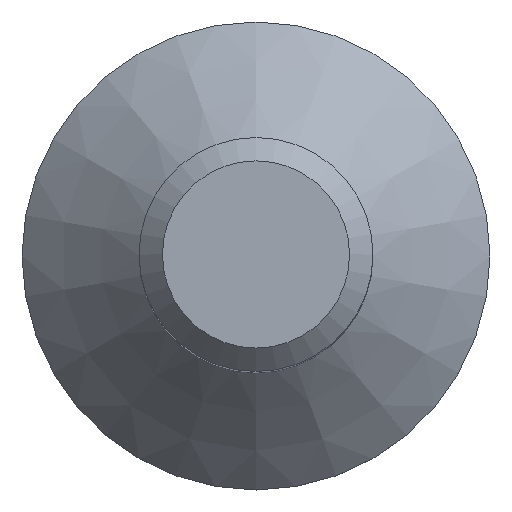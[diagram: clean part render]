
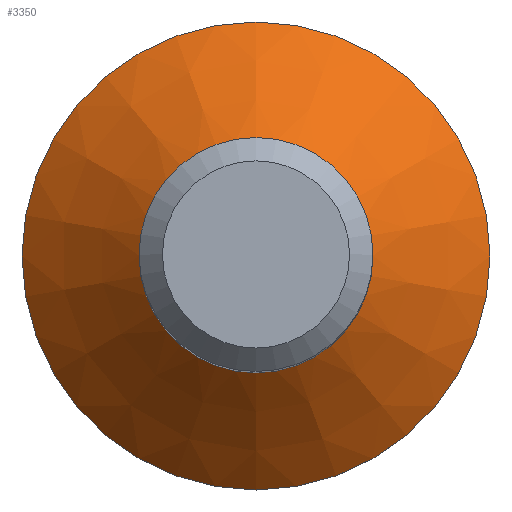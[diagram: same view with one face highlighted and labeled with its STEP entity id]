
A CAD part, top view. The second image highlights one B-rep face of the part: STEP entity #3350.
In plain terms, the highlighted conical face has half-angle 45 degrees and reference radius 8 mm.
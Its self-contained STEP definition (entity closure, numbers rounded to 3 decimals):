
#335 = CONICAL_SURFACE ( 'NONE', #7996, 8., 0.785 ) ;
#581 = ORIENTED_EDGE ( 'NONE', *, *, #2069, .F. ) ;
#2069 = EDGE_CURVE ( 'NONE', #14041, #14041, #7467, .T. ) ;
#2484 = FACE_BOUND ( 'NONE', #10373, .T. ) ;
#2999 = EDGE_CURVE ( 'NONE', #14230, #14230, #14652, .T. ) ;
#3208 = AXIS2_PLACEMENT_3D ( 'NONE', #7325, #3847, #7121 ) ;
#3350 = ADVANCED_FACE ( 'NONE', ( #8917, #2484 ), #335, .T. ) ;
#3847 = DIRECTION ( 'NONE',  ( 0., 0., -1. ) ) ;
#4724 = AXIS2_PLACEMENT_3D ( 'NONE', #5997, #6150, #9633 ) ;
#5997 = CARTESIAN_POINT ( 'NONE',  ( 0., 0., 0.4 ) ) ;
#6150 = DIRECTION ( 'NONE',  ( 0., 0., -1. ) ) ;
#6288 = CARTESIAN_POINT ( 'NONE',  ( 0., 8., 0.4 ) ) ;
#6680 = DIRECTION ( 'NONE',  ( 0., 0., -1. ) ) ;
#7121 = DIRECTION ( 'NONE',  ( 0., 1., 0. ) ) ;
#7325 = CARTESIAN_POINT ( 'NONE',  ( 0., 0., 4.4 ) ) ;
#7467 = CIRCLE ( 'NONE', #4724, 8. ) ;
#7996 = AXIS2_PLACEMENT_3D ( 'NONE', #11116, #6680, #11258 ) ;
#8917 = FACE_OUTER_BOUND ( 'NONE', #9675, .T. ) ;
#9633 = DIRECTION ( 'NONE',  ( 0., 1., 0. ) ) ;
#9675 = EDGE_LOOP ( 'NONE', ( #581 ) ) ;
#10373 = EDGE_LOOP ( 'NONE', ( #11094 ) ) ;
#11094 = ORIENTED_EDGE ( 'NONE', *, *, #2999, .T. ) ;
#11116 = CARTESIAN_POINT ( 'NONE',  ( 0., 0., 0.4 ) ) ;
#11258 = DIRECTION ( 'NONE',  ( 0., 1., 0. ) ) ;
#12199 = CARTESIAN_POINT ( 'NONE',  ( 0., 4., 4.4 ) ) ;
#14041 = VERTEX_POINT ( 'NONE', #6288 ) ;
#14230 = VERTEX_POINT ( 'NONE', #12199 ) ;
#14652 = CIRCLE ( 'NONE', #3208, 4. ) ;
